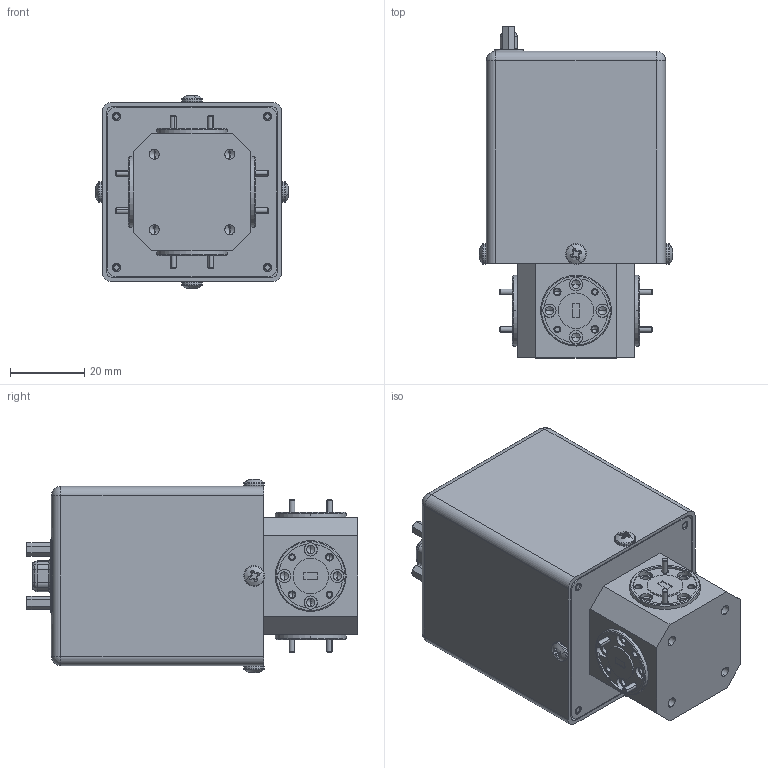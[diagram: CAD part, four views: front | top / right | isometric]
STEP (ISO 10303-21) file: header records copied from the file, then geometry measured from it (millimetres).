
FILE_DESCRIPTION (( 'STEP AP214' ), '1' );
FILE_NAME ('WJ-LV-A, DF.STEP', '2025-10-23T22:26:05', ( '' ), ( '' ), 'SwSTEP 2.0', 'SolidWorks 2021', '' );
FILE_SCHEMA (( 'AUTOMOTIVE_DESIGN' ));
Length unit declared in the file: inch
Products named in the file (1): WJ-LV-A, DF
Bounding box: 52.18 x 89.37 x 52.18 mm (x, y, z)
Volume: 157404.9 mm3; surface area: 22990.1 mm2
Topology: 9 solids, 9 shells, 1023 faces, 2638 edges, 1635 vertices
Faces by surface type: cylinder 493, plane 240, cone 210, bspline 38, torus 30, sphere 12
Entity records: 38799 total; most frequent: CARTESIAN_POINT 15044, ORIENTED_EDGE 5088, DIRECTION 4930, EDGE_CURVE 2544, AXIS2_PLACEMENT_3D 1946, VERTEX_POINT 1635, EDGE_LOOP 1127, LINE 1038
